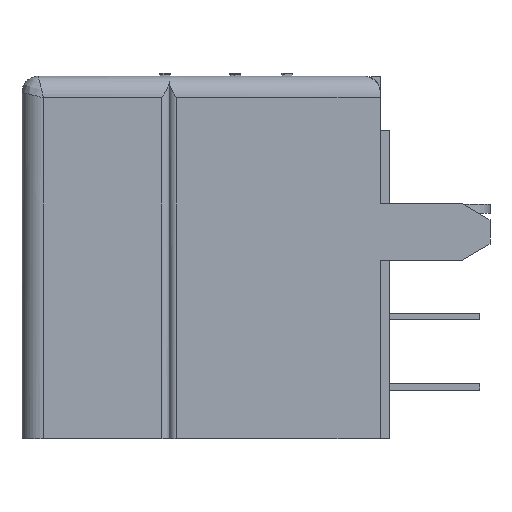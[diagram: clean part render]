
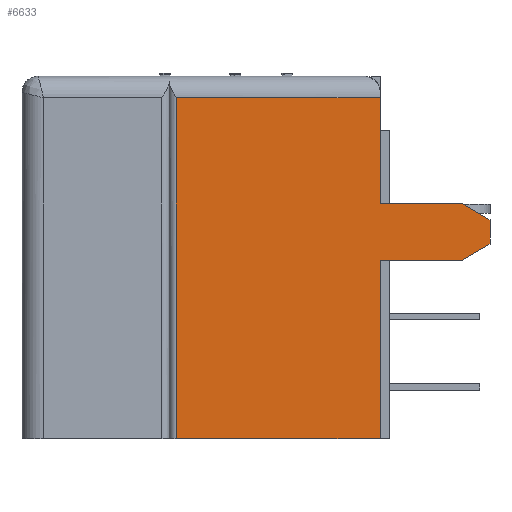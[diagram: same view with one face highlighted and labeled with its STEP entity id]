
A CAD part, left-side view. The second image highlights one B-rep face of the part: STEP entity #6633.
In plain terms, the highlighted planar face has unit normal (-1, 0, 0).
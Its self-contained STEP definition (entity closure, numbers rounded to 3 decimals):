
#347=DIRECTION('',(0.,0.,1.));
#348=VECTOR('',#347,12.065);
#349=CARTESIAN_POINT('',(-7.,1.057,-12.827));
#350=LINE('',#349,#348);
#351=DIRECTION('',(0.,0.,1.));
#352=VECTOR('',#351,3.734);
#353=CARTESIAN_POINT('',(-7.,-6.157,-4.496));
#354=LINE('',#353,#352);
#355=DIRECTION('',(0.,1.,0.));
#356=VECTOR('',#355,2.87);
#357=CARTESIAN_POINT('',(-7.,-9.027,-4.496));
#358=LINE('',#357,#356);
#359=DIRECTION('',(0.,0.866,0.5));
#360=VECTOR('',#359,1.173);
#361=CARTESIAN_POINT('',(-7.,-10.043,-5.082));
#362=LINE('',#361,#360);
#363=DIRECTION('',(0.,0.,1.));
#364=VECTOR('',#363,0.859);
#365=CARTESIAN_POINT('',(-7.,-10.043,-5.941));
#366=LINE('',#365,#364);
#367=DIRECTION('',(0.,-0.866,0.5));
#368=VECTOR('',#367,1.173);
#369=CARTESIAN_POINT('',(-7.,-9.027,-6.528));
#370=LINE('',#369,#368);
#371=DIRECTION('',(0.,-1.,0.));
#372=VECTOR('',#371,2.87);
#373=CARTESIAN_POINT('',(-7.,-6.157,-6.528));
#374=LINE('',#373,#372);
#375=DIRECTION('',(0.,0.,1.));
#376=VECTOR('',#375,6.299);
#377=CARTESIAN_POINT('',(-7.,-6.157,-12.827));
#378=LINE('',#377,#376);
#379=DIRECTION('',(0.,-1.,0.));
#380=VECTOR('',#379,7.214);
#381=CARTESIAN_POINT('',(-7.,1.057,-0.762));
#382=LINE('',#381,#380);
#545=DIRECTION('',(0.,1.,0.));
#546=VECTOR('',#545,7.214);
#547=CARTESIAN_POINT('',(-7.,-6.157,-12.827));
#548=LINE('',#547,#546);
#5171=CARTESIAN_POINT('',(-7.,-6.157,-12.827));
#5172=VERTEX_POINT('',#5171);
#5173=CARTESIAN_POINT('',(-7.,1.057,-12.827));
#5174=VERTEX_POINT('',#5173);
#5405=CARTESIAN_POINT('',(-7.,-9.027,-6.528));
#5406=CARTESIAN_POINT('',(-7.,-10.043,-5.941));
#5407=VERTEX_POINT('',#5405);
#5408=VERTEX_POINT('',#5406);
#5409=CARTESIAN_POINT('',(-7.,-10.043,-5.082));
#5410=VERTEX_POINT('',#5409);
#5411=CARTESIAN_POINT('',(-7.,-9.027,-4.496));
#5412=VERTEX_POINT('',#5411);
#5421=CARTESIAN_POINT('',(-7.,-6.157,-6.528));
#5423=VERTEX_POINT('',#5421);
#5425=CARTESIAN_POINT('',(-7.,-6.157,-4.496));
#5427=VERTEX_POINT('',#5425);
#6243=CARTESIAN_POINT('',(-7.,-6.157,-0.762));
#6244=VERTEX_POINT('',#6243);
#6245=CARTESIAN_POINT('',(-7.,1.057,-0.762));
#6246=VERTEX_POINT('',#6245);
#6608=CARTESIAN_POINT('',(-7.,-6.157,-12.827));
#6609=DIRECTION('',(-1.,0.,0.));
#6610=DIRECTION('',(0.,1.,0.));
#6611=AXIS2_PLACEMENT_3D('',#6608,#6609,#6610);
#6612=PLANE('',#6611);
#6614=ORIENTED_EDGE('',*,*,#6613,.F.);
#6616=ORIENTED_EDGE('',*,*,#6615,.F.);
#6618=ORIENTED_EDGE('',*,*,#6617,.F.);
#6620=ORIENTED_EDGE('',*,*,#6619,.F.);
#6622=ORIENTED_EDGE('',*,*,#6621,.F.);
#6624=ORIENTED_EDGE('',*,*,#6623,.F.);
#6626=ORIENTED_EDGE('',*,*,#6625,.F.);
#6628=ORIENTED_EDGE('',*,*,#6627,.T.);
#6629=ORIENTED_EDGE('',*,*,#6599,.T.);
#6630=ORIENTED_EDGE('',*,*,#6588,.T.);
#6631=EDGE_LOOP('',(#6614,#6616,#6618,#6620,#6622,#6624,#6626,#6628,#6629,
#6630));
#6632=FACE_OUTER_BOUND('',#6631,.F.);
#6588=EDGE_CURVE('',#6246,#6244,#382,.T.);
#6599=EDGE_CURVE('',#5174,#6246,#350,.T.);
#6613=EDGE_CURVE('',#5427,#6244,#354,.T.);
#6615=EDGE_CURVE('',#5412,#5427,#358,.T.);
#6617=EDGE_CURVE('',#5410,#5412,#362,.T.);
#6619=EDGE_CURVE('',#5408,#5410,#366,.T.);
#6621=EDGE_CURVE('',#5407,#5408,#370,.T.);
#6623=EDGE_CURVE('',#5423,#5407,#374,.T.);
#6625=EDGE_CURVE('',#5172,#5423,#378,.T.);
#6627=EDGE_CURVE('',#5172,#5174,#548,.T.);
#6633=ADVANCED_FACE('',(#6632),#6612,.T.);
